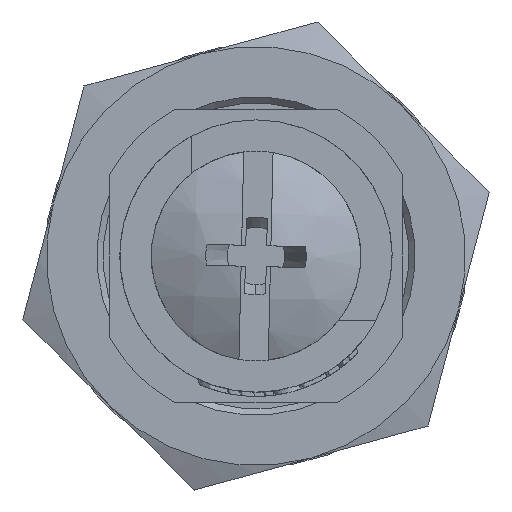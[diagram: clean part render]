
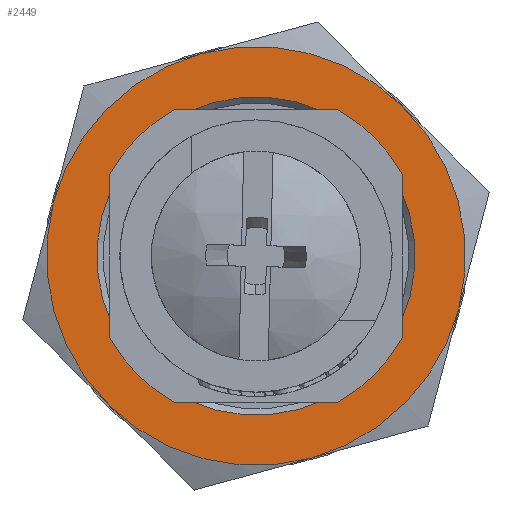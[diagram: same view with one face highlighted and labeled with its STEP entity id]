
A CAD part, front view. The second image highlights one B-rep face of the part: STEP entity #2449.
In plain terms, the highlighted planar face has unit normal (0, -1, 0).
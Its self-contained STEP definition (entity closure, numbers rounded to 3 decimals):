
#96 = ORIENTED_EDGE ( 'NONE', *, *, #1764, .T. ) ;
#104 = EDGE_CURVE ( 'NONE', #4451, #9148, #679, .T. ) ;
#362 = DIRECTION ( 'NONE',  ( -0.703, 0., -0.711 ) ) ;
#371 = DIRECTION ( 'NONE',  ( 0., 1., 0. ) ) ;
#374 = CARTESIAN_POINT ( 'NONE',  ( 0., -8.5, 0. ) ) ;
#445 = DIRECTION ( 'NONE',  ( -0.703, 0., -0.711 ) ) ;
#495 = CARTESIAN_POINT ( 'NONE',  ( 0., -8.5, 0. ) ) ;
#507 = DIRECTION ( 'NONE',  ( 0., 1., 0. ) ) ;
#538 = CARTESIAN_POINT ( 'NONE',  ( 0., -8.5, 0. ) ) ;
#568 = VERTEX_POINT ( 'NONE', #2031 ) ;
#661 = CARTESIAN_POINT ( 'NONE',  ( 0., -8.5, 0. ) ) ;
#679 = CIRCLE ( 'NONE', #4437, 10. ) ;
#704 = CIRCLE ( 'NONE', #1736, 10. ) ;
#739 = AXIS2_PLACEMENT_3D ( 'NONE', #5517, #5344, #5286 ) ;
#773 = VERTEX_POINT ( 'NONE', #3674 ) ;
#1076 = AXIS2_PLACEMENT_3D ( 'NONE', #495, #5875, #1274 ) ;
#1138 = ORIENTED_EDGE ( 'NONE', *, *, #5068, .F. ) ;
#1274 = DIRECTION ( 'NONE',  ( -0.703, 0., -0.711 ) ) ;
#1293 = DIRECTION ( 'NONE',  ( -0.703, 0., -0.711 ) ) ;
#1332 = DIRECTION ( 'NONE',  ( 0., 1., 0. ) ) ;
#1357 = CARTESIAN_POINT ( 'NONE',  ( 0., -8.5, 0. ) ) ;
#1448 = DIRECTION ( 'NONE',  ( 0.703, 0., 0.711 ) ) ;
#1736 = AXIS2_PLACEMENT_3D ( 'NONE', #1357, #1332, #1293 ) ;
#1764 = EDGE_CURVE ( 'NONE', #4403, #6705, #7223, .T. ) ;
#1863 = ORIENTED_EDGE ( 'NONE', *, *, #8206, .F. ) ;
#2031 = CARTESIAN_POINT ( 'NONE',  ( 2.646, -8.5, -9.644 ) ) ;
#2233 = CARTESIAN_POINT ( 'NONE',  ( 5.342, -8.5, 5.406 ) ) ;
#2449 = ADVANCED_FACE ( 'NONE', ( #3238, #5267 ), #5371, .T. ) ;
#2741 = ORIENTED_EDGE ( 'NONE', *, *, #104, .F. ) ;
#2813 = CARTESIAN_POINT ( 'NONE',  ( -7.029, -8.5, -7.113 ) ) ;
#2890 = CARTESIAN_POINT ( 'NONE',  ( -2.646, -8.5, 9.644 ) ) ;
#3238 = FACE_BOUND ( 'NONE', #7513, .T. ) ;
#3306 = AXIS2_PLACEMENT_3D ( 'NONE', #538, #507, #445 ) ;
#3541 = EDGE_LOOP ( 'NONE', ( #2741, #1138, #7949, #1863, #5257, #6881 ) ) ;
#3580 = CIRCLE ( 'NONE', #6636, 10. ) ;
#3674 = CARTESIAN_POINT ( 'NONE',  ( 7.029, -8.5, 7.113 ) ) ;
#4049 = AXIS2_PLACEMENT_3D ( 'NONE', #5402, #5367, #5336 ) ;
#4361 = CARTESIAN_POINT ( 'NONE',  ( 9.675, -8.5, -2.53 ) ) ;
#4403 = VERTEX_POINT ( 'NONE', #2233 ) ;
#4437 = AXIS2_PLACEMENT_3D ( 'NONE', #6334, #6352, #6357 ) ;
#4451 = VERTEX_POINT ( 'NONE', #2813 ) ;
#4612 = EDGE_CURVE ( 'NONE', #6705, #4403, #5884, .T. ) ;
#4865 = EDGE_CURVE ( 'NONE', #5394, #773, #7489, .T. ) ;
#5027 = EDGE_CURVE ( 'NONE', #9148, #5394, #704, .T. ) ;
#5068 = EDGE_CURVE ( 'NONE', #568, #4451, #6336, .T. ) ;
#5257 = ORIENTED_EDGE ( 'NONE', *, *, #4865, .F. ) ;
#5267 = FACE_OUTER_BOUND ( 'NONE', #3541, .T. ) ;
#5286 = DIRECTION ( 'NONE',  ( -0.967, 0., 0.253 ) ) ;
#5336 = DIRECTION ( 'NONE',  ( -0.703, 0., -0.711 ) ) ;
#5344 = DIRECTION ( 'NONE',  ( 0., -1., 0. ) ) ;
#5367 = DIRECTION ( 'NONE',  ( 0., 1., 0. ) ) ;
#5371 = PLANE ( 'NONE',  #739 ) ;
#5394 = VERTEX_POINT ( 'NONE', #2890 ) ;
#5402 = CARTESIAN_POINT ( 'NONE',  ( 0., -8.5, 0. ) ) ;
#5517 = CARTESIAN_POINT ( 'NONE',  ( -5.292, -8.5, 19.287 ) ) ;
#5875 = DIRECTION ( 'NONE',  ( 0., 1., 0. ) ) ;
#5884 = CIRCLE ( 'NONE', #6222, 7.6 ) ;
#6028 = DIRECTION ( 'NONE',  ( 0., 1., 0. ) ) ;
#6094 = ORIENTED_EDGE ( 'NONE', *, *, #4612, .T. ) ;
#6222 = AXIS2_PLACEMENT_3D ( 'NONE', #7276, #7197, #7187 ) ;
#6334 = CARTESIAN_POINT ( 'NONE',  ( 0., -8.5, 0. ) ) ;
#6336 = CIRCLE ( 'NONE', #3306, 10. ) ;
#6352 = DIRECTION ( 'NONE',  ( 0., 1., 0. ) ) ;
#6357 = DIRECTION ( 'NONE',  ( -0.703, 0., -0.711 ) ) ;
#6636 = AXIS2_PLACEMENT_3D ( 'NONE', #661, #6028, #1448 ) ;
#6705 = VERTEX_POINT ( 'NONE', #9669 ) ;
#6825 = CARTESIAN_POINT ( 'NONE',  ( -9.675, -8.5, 2.53 ) ) ;
#6881 = ORIENTED_EDGE ( 'NONE', *, *, #5027, .F. ) ;
#7187 = DIRECTION ( 'NONE',  ( -0.703, 0., -0.711 ) ) ;
#7197 = DIRECTION ( 'NONE',  ( 0., 1., 0. ) ) ;
#7223 = CIRCLE ( 'NONE', #9611, 7.6 ) ;
#7266 = EDGE_CURVE ( 'NONE', #8641, #568, #7478, .T. ) ;
#7276 = CARTESIAN_POINT ( 'NONE',  ( 0., -8.5, 0. ) ) ;
#7478 = CIRCLE ( 'NONE', #1076, 10. ) ;
#7489 = CIRCLE ( 'NONE', #4049, 10. ) ;
#7513 = EDGE_LOOP ( 'NONE', ( #6094, #96 ) ) ;
#7949 = ORIENTED_EDGE ( 'NONE', *, *, #7266, .F. ) ;
#8206 = EDGE_CURVE ( 'NONE', #773, #8641, #3580, .T. ) ;
#8641 = VERTEX_POINT ( 'NONE', #4361 ) ;
#9148 = VERTEX_POINT ( 'NONE', #6825 ) ;
#9611 = AXIS2_PLACEMENT_3D ( 'NONE', #374, #371, #362 ) ;
#9669 = CARTESIAN_POINT ( 'NONE',  ( -5.342, -8.5, -5.406 ) ) ;
